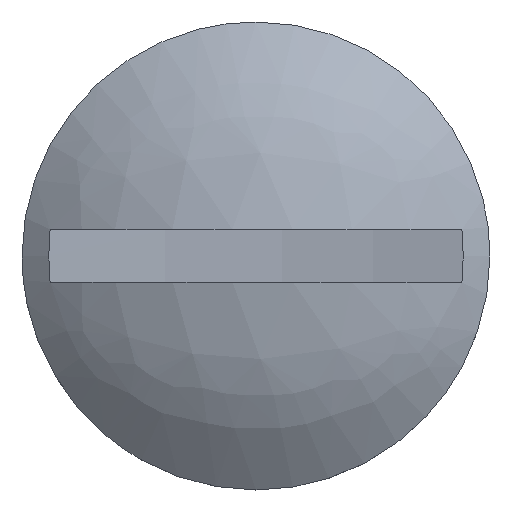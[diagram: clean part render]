
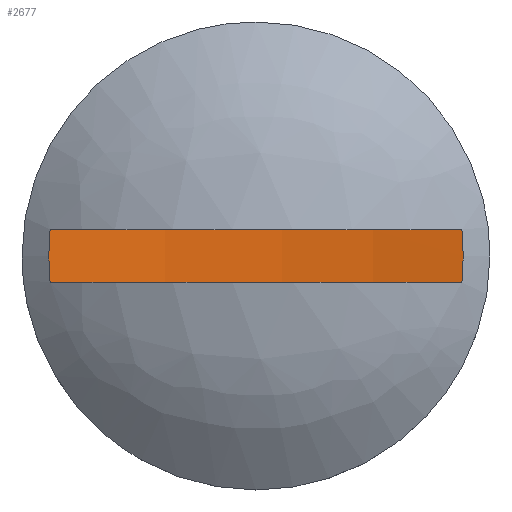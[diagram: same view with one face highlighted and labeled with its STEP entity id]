
A CAD part, top view. The second image highlights one B-rep face of the part: STEP entity #2677.
In plain terms, the highlighted free-form (B-spline) face has degree [1, 2] with [2, 3] control points.
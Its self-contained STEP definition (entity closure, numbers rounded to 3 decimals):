
#2566=CARTESIAN_POINT('',(-7.04,-0.9,1.158));
#2567=VERTEX_POINT('',#2566);
#2568=CARTESIAN_POINT('',(7.04,-0.9,1.158));
#2569=VERTEX_POINT('',#2568);
#2570=CARTESIAN_POINT('',(-7.04,-0.9,1.158));
#2571=CARTESIAN_POINT('',(0.,-0.9,-0.169));
#2572=CARTESIAN_POINT('',(7.04,-0.9,1.158));
#2580=(BOUNDED_CURVE()B_SPLINE_CURVE(2,(#2570,#2571,#2572),.UNSPECIFIED.,.F.,.U.)CURVE()GEOMETRIC_REPRESENTATION_ITEM()QUASI_UNIFORM_CURVE()RATIONAL_B_SPLINE_CURVE((1.0,0.983,1.0))REPRESENTATION_ITEM(''));
#2581=EDGE_CURVE('',#2567,#2569,#2580,.T.);
#2608=CARTESIAN_POINT('',(7.04,0.9,1.158));
#2609=VERTEX_POINT('',#2608);
#2610=CARTESIAN_POINT('',(-7.04,0.9,1.158));
#2611=VERTEX_POINT('',#2610);
#2629=CARTESIAN_POINT('',(-7.04,0.9,1.158));
#2630=CARTESIAN_POINT('',(0.,0.9,-0.169));
#2631=CARTESIAN_POINT('',(7.04,0.9,1.158));
#2639=(BOUNDED_CURVE()B_SPLINE_CURVE(2,(#2629,#2630,#2631),.UNSPECIFIED.,.F.,.U.)CURVE()GEOMETRIC_REPRESENTATION_ITEM()QUASI_UNIFORM_CURVE()RATIONAL_B_SPLINE_CURVE((1.0,0.983,1.0))REPRESENTATION_ITEM(''));
#2640=EDGE_CURVE('',#2611,#2609,#2639,.T.);
#2645=CARTESIAN_POINT('',(7.778,0.945,1.304));
#2646=CARTESIAN_POINT('',(7.778,-0.946,1.304));
#2647=CARTESIAN_POINT('',(0.,0.945,-0.322));
#2648=CARTESIAN_POINT('',(0.,-0.946,-0.322));
#2649=CARTESIAN_POINT('',(-7.779,0.945,1.305));
#2650=CARTESIAN_POINT('',(-7.779,-0.946,1.305));
#2658=(BOUNDED_SURFACE()B_SPLINE_SURFACE(1,2,((#2645,#2647,#2649),(#2646,#2648,#2650)),.UNSPECIFIED.,.F.,.F.,.U.)B_SPLINE_SURFACE_WITH_KNOTS((2,2),(3,3),(0.0,1.0),(0.917,16.64),.UNSPECIFIED.)GEOMETRIC_REPRESENTATION_ITEM()RATIONAL_B_SPLINE_SURFACE(((0.997,0.976,0.996),(0.997,0.976,0.996)))REPRESENTATION_ITEM('')SURFACE());
#2659=ORIENTED_EDGE('',*,*,#2640,.F.);
#2660=CARTESIAN_POINT('',(-7.04,-0.9,1.158));
#2661=CARTESIAN_POINT('',(-7.1,-0.302,1.169));
#2662=CARTESIAN_POINT('',(-7.1,0.302,1.169));
#2663=CARTESIAN_POINT('',(-7.04,0.9,1.158));
#2664=B_SPLINE_CURVE_WITH_KNOTS('',3,(#2660,#2661,#2662,#2663),.UNSPECIFIED.,.F.,.U.,(4,4),(0.,1.803),.UNSPECIFIED.);
#2665=EDGE_CURVE('',#2567,#2611,#2664,.T.);
#2666=ORIENTED_EDGE('',*,*,#2665,.F.);
#2667=ORIENTED_EDGE('',*,*,#2581,.T.);
#2668=CARTESIAN_POINT('',(7.04,0.9,1.158));
#2669=CARTESIAN_POINT('',(7.1,0.302,1.169));
#2670=CARTESIAN_POINT('',(7.1,-0.302,1.169));
#2671=CARTESIAN_POINT('',(7.04,-0.9,1.158));
#2672=B_SPLINE_CURVE_WITH_KNOTS('',3,(#2668,#2669,#2670,#2671),.UNSPECIFIED.,.F.,.U.,(4,4),(0.,1.803),.UNSPECIFIED.);
#2673=EDGE_CURVE('',#2609,#2569,#2672,.T.);
#2674=ORIENTED_EDGE('',*,*,#2673,.F.);
#2675=EDGE_LOOP('',(#2659,#2666,#2667,#2674));
#2676=FACE_OUTER_BOUND('',#2675,.T.);
#2677=ADVANCED_FACE('',(#2676),#2658,.F.);
